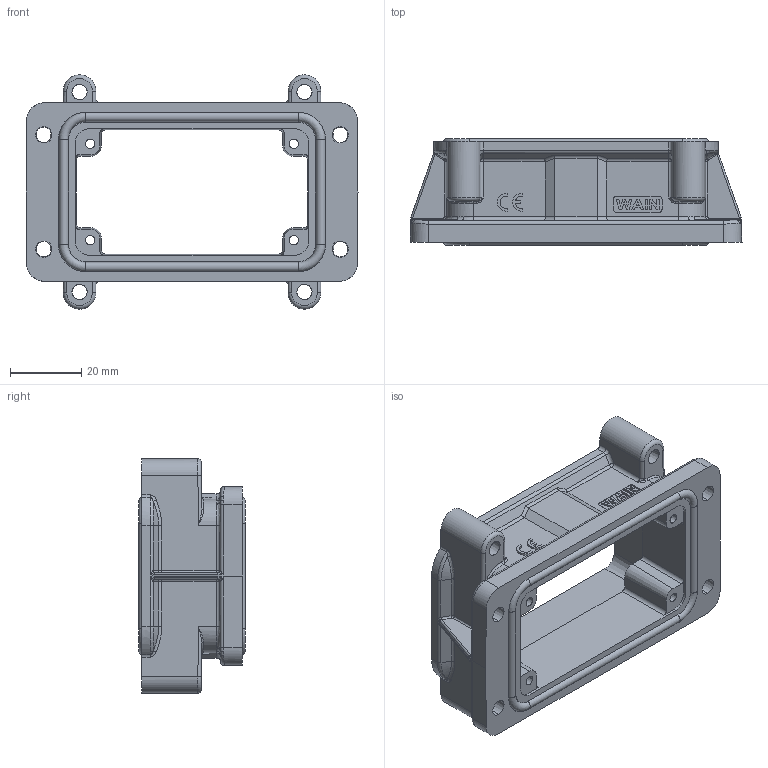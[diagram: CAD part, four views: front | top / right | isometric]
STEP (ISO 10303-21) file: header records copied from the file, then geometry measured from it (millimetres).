
FILE_DESCRIPTION((''),'2;1');
FILE_NAME('3D_1112103301001_EMC_W10B-BK-4H','2024-01-20T',('p.yu'),(''),'PRO/ENGINEER BY PARAMETRIC TECHNOLOGY CORPORATION, 2012480','PRO/ENGINEER BY PARAMETRIC TECHNOLOGY CORPORATION, 2012480','');
FILE_SCHEMA(('CONFIG_CONTROL_DESIGN'));
Length unit declared in the file: millimetre
Products named in the file (1): 3D_1112103301001_EMC_W10B-BK-4H
Bounding box: 93 x 29.8 x 65.6 mm (x, y, z)
Volume: 44398 mm3; surface area: 26494.1 mm2
Topology: 1 solids, 1 shells, 599 faces, 1497 edges, 922 vertices
Faces by surface type: plane 253, cylinder 149, bspline 86, cone 68, torus 35, extrusion 4, sphere 4
Entity records: 22022 total; most frequent: CARTESIAN_POINT 8342, ORIENTED_EDGE 2986, DIRECTION 2578, EDGE_CURVE 1493, VERTEX_POINT 922, AXIS2_PLACEMENT_3D 870, VECTOR 838, LINE 834
